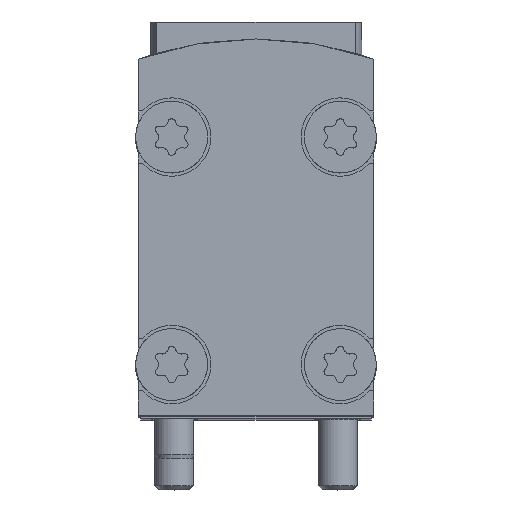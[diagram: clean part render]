
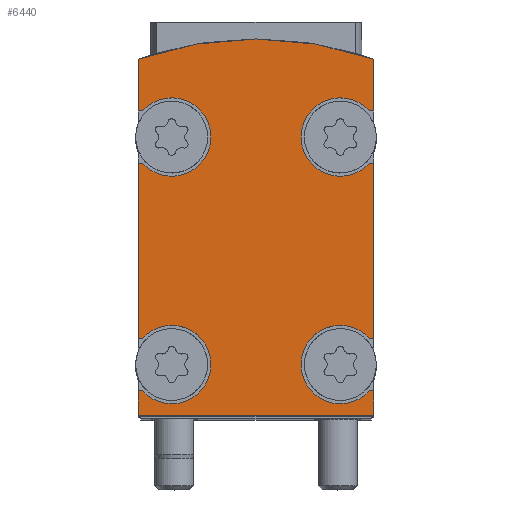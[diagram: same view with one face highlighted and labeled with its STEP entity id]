
A CAD part, top view. The second image highlights one B-rep face of the part: STEP entity #6440.
In plain terms, the highlighted planar face has unit normal (0, 0, 1).
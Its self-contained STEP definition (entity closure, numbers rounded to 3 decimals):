
#39=PLANE('',#6828);
#169=CIRCLE('',#6711,27.);
#276=CIRCLE('',#6829,3.);
#277=CIRCLE('',#6830,3.);
#278=CIRCLE('',#6831,3.);
#279=CIRCLE('',#6832,3.);
#621=ORIENTED_EDGE('',*,*,#1985,.F.);
#622=ORIENTED_EDGE('',*,*,#1986,.T.);
#623=ORIENTED_EDGE('',*,*,#1966,.T.);
#624=ORIENTED_EDGE('',*,*,#1987,.T.);
#625=ORIENTED_EDGE('',*,*,#1988,.F.);
#626=ORIENTED_EDGE('',*,*,#1989,.T.);
#627=ORIENTED_EDGE('',*,*,#1960,.T.);
#628=ORIENTED_EDGE('',*,*,#1990,.T.);
#629=ORIENTED_EDGE('',*,*,#1972,.T.);
#630=ORIENTED_EDGE('',*,*,#1991,.T.);
#631=ORIENTED_EDGE('',*,*,#1992,.F.);
#632=ORIENTED_EDGE('',*,*,#1993,.T.);
#633=ORIENTED_EDGE('',*,*,#1981,.T.);
#634=ORIENTED_EDGE('',*,*,#1994,.T.);
#635=ORIENTED_EDGE('',*,*,#1995,.F.);
#636=ORIENTED_EDGE('',*,*,#1996,.T.);
#637=ORIENTED_EDGE('',*,*,#1975,.T.);
#638=ORIENTED_EDGE('',*,*,#1842,.T.);
#639=ORIENTED_EDGE('',*,*,#1957,.T.);
#640=ORIENTED_EDGE('',*,*,#1997,.T.);
#1842=EDGE_CURVE('',#2522,#2525,#169,.T.);
#1957=EDGE_CURVE('',#2525,#2640,#2991,.T.);
#1960=EDGE_CURVE('',#2643,#2642,#2994,.T.);
#1966=EDGE_CURVE('',#2649,#2648,#3000,.T.);
#1972=EDGE_CURVE('',#2655,#2654,#3006,.T.);
#1975=EDGE_CURVE('',#2657,#2522,#3009,.T.);
#1981=EDGE_CURVE('',#2663,#2662,#3015,.T.);
#1985=EDGE_CURVE('',#2666,#2667,#276,.T.);
#1986=EDGE_CURVE('',#2666,#2649,#3019,.T.);
#1987=EDGE_CURVE('',#2648,#2668,#3020,.T.);
#1988=EDGE_CURVE('',#2669,#2668,#277,.T.);
#1989=EDGE_CURVE('',#2669,#2643,#3021,.T.);
#1990=EDGE_CURVE('',#2642,#2655,#3022,.T.);
#1991=EDGE_CURVE('',#2654,#2670,#3023,.T.);
#1992=EDGE_CURVE('',#2671,#2670,#278,.T.);
#1993=EDGE_CURVE('',#2671,#2663,#3024,.T.);
#1994=EDGE_CURVE('',#2662,#2672,#3025,.T.);
#1995=EDGE_CURVE('',#2673,#2672,#279,.T.);
#1996=EDGE_CURVE('',#2673,#2657,#3026,.T.);
#1997=EDGE_CURVE('',#2640,#2667,#3027,.T.);
#2522=VERTEX_POINT('',#8816);
#2525=VERTEX_POINT('',#8821);
#2640=VERTEX_POINT('',#9068);
#2642=VERTEX_POINT('',#9073);
#2643=VERTEX_POINT('',#9075);
#2648=VERTEX_POINT('',#9085);
#2649=VERTEX_POINT('',#9087);
#2654=VERTEX_POINT('',#9098);
#2655=VERTEX_POINT('',#9100);
#2657=VERTEX_POINT('',#9105);
#2662=VERTEX_POINT('',#9115);
#2663=VERTEX_POINT('',#9117);
#2666=VERTEX_POINT('',#9125);
#2667=VERTEX_POINT('',#9126);
#2668=VERTEX_POINT('',#9129);
#2669=VERTEX_POINT('',#9131);
#2670=VERTEX_POINT('',#9135);
#2671=VERTEX_POINT('',#9137);
#2672=VERTEX_POINT('',#9140);
#2673=VERTEX_POINT('',#9142);
#2991=LINE('',#9069,#3353);
#2994=LINE('',#9074,#3356);
#3000=LINE('',#9086,#3362);
#3006=LINE('',#9099,#3368);
#3009=LINE('',#9104,#3371);
#3015=LINE('',#9116,#3377);
#3019=LINE('',#9127,#3381);
#3020=LINE('',#9128,#3382);
#3021=LINE('',#9132,#3383);
#3022=LINE('',#9133,#3384);
#3023=LINE('',#9134,#3385);
#3024=LINE('',#9138,#3386);
#3025=LINE('',#9139,#3387);
#3026=LINE('',#9143,#3388);
#3027=LINE('',#9144,#3389);
#3353=VECTOR('',#7535,1000.);
#3356=VECTOR('',#7538,1000.);
#3362=VECTOR('',#7544,1000.);
#3368=VECTOR('',#7552,1000.);
#3371=VECTOR('',#7555,1000.);
#3377=VECTOR('',#7561,1000.);
#3381=VECTOR('',#7569,1000.);
#3382=VECTOR('',#7570,1000.);
#3383=VECTOR('',#7573,1000.);
#3384=VECTOR('',#7574,1000.);
#3385=VECTOR('',#7575,1000.);
#3386=VECTOR('',#7578,1000.);
#3387=VECTOR('',#7579,1000.);
#3388=VECTOR('',#7582,1000.);
#3389=VECTOR('',#7583,1000.);
#3727=EDGE_LOOP('',(#621,#622,#623,#624,#625,#626,#627,#628,#629,#630,#631,
#632,#633,#634,#635,#636,#637,#638,#639,#640));
#4053=FACE_BOUND('',#3727,.T.);
#6440=ADVANCED_FACE('',(#4053),#39,.T.);
#6711=AXIS2_PLACEMENT_3D('',#8822,#7297,#7298);
#6828=AXIS2_PLACEMENT_3D('',#9123,#7565,#7566);
#6829=AXIS2_PLACEMENT_3D('',#9124,#7567,#7568);
#6830=AXIS2_PLACEMENT_3D('',#9130,#7571,#7572);
#6831=AXIS2_PLACEMENT_3D('',#9136,#7576,#7577);
#6832=AXIS2_PLACEMENT_3D('',#9141,#7580,#7581);
#7297=DIRECTION('',(0.,0.,1.));
#7298=DIRECTION('',(1.,0.,0.));
#7535=DIRECTION('',(0.,-1.,0.));
#7538=DIRECTION('',(0.,-1.,0.));
#7544=DIRECTION('',(0.,-1.,0.));
#7552=DIRECTION('',(0.,1.,0.));
#7555=DIRECTION('',(0.,1.,0.));
#7561=DIRECTION('',(0.,1.,0.));
#7565=DIRECTION('',(0.,0.,1.));
#7566=DIRECTION('',(1.,0.,0.));
#7567=DIRECTION('',(0.,0.,1.));
#7568=DIRECTION('',(1.,0.,0.));
#7569=DIRECTION('',(-1.,0.,0.));
#7570=DIRECTION('',(1.,0.,0.));
#7571=DIRECTION('',(0.,0.,1.));
#7572=DIRECTION('',(1.,0.,0.));
#7573=DIRECTION('',(-1.,0.,0.));
#7574=DIRECTION('',(1.,0.,0.));
#7575=DIRECTION('',(-1.,0.,0.));
#7576=DIRECTION('',(0.,0.,1.));
#7577=DIRECTION('',(1.,0.,0.));
#7578=DIRECTION('',(1.,0.,0.));
#7579=DIRECTION('',(-1.,0.,0.));
#7580=DIRECTION('',(0.,0.,1.));
#7581=DIRECTION('',(1.,0.,0.));
#7582=DIRECTION('',(1.,0.,0.));
#7583=DIRECTION('',(1.,0.,0.));
#8816=CARTESIAN_POINT('',(9.,27.456,53.9));
#8821=CARTESIAN_POINT('',(-9.,27.456,53.9));
#8822=CARTESIAN_POINT('',(0.,2.,53.9));
#9068=CARTESIAN_POINT('',(-9.,23.5,53.9));
#9069=CARTESIAN_POINT('',(-9.,27.456,53.9));
#9073=CARTESIAN_POINT('',(-9.,0.2,53.9));
#9074=CARTESIAN_POINT('',(-9.,27.456,53.9));
#9075=CARTESIAN_POINT('',(-9.,2.1,53.9));
#9085=CARTESIAN_POINT('',(-9.,6.1,53.9));
#9086=CARTESIAN_POINT('',(-9.,27.456,53.9));
#9087=CARTESIAN_POINT('',(-9.,19.5,53.9));
#9098=CARTESIAN_POINT('',(9.,2.1,53.9));
#9099=CARTESIAN_POINT('',(9.,0.2,53.9));
#9100=CARTESIAN_POINT('',(9.,0.2,53.9));
#9104=CARTESIAN_POINT('',(9.,0.2,53.9));
#9105=CARTESIAN_POINT('',(9.,23.5,53.9));
#9115=CARTESIAN_POINT('',(9.,19.5,53.9));
#9116=CARTESIAN_POINT('',(9.,0.2,53.9));
#9117=CARTESIAN_POINT('',(9.,6.1,53.9));
#9123=CARTESIAN_POINT('',(0.,2.,53.9));
#9124=CARTESIAN_POINT('',(-6.45,21.5,53.9));
#9125=CARTESIAN_POINT('',(-8.686,19.5,53.9));
#9126=CARTESIAN_POINT('',(-8.686,23.5,53.9));
#9127=CARTESIAN_POINT('',(-8.686,19.5,53.9));
#9128=CARTESIAN_POINT('',(-9.,6.1,53.9));
#9129=CARTESIAN_POINT('',(-8.686,6.1,53.9));
#9130=CARTESIAN_POINT('',(-6.45,4.1,53.9));
#9131=CARTESIAN_POINT('',(-8.686,2.1,53.9));
#9132=CARTESIAN_POINT('',(-8.686,2.1,53.9));
#9133=CARTESIAN_POINT('',(-9.,0.2,53.9));
#9134=CARTESIAN_POINT('',(9.,2.1,53.9));
#9135=CARTESIAN_POINT('',(8.686,2.1,53.9));
#9136=CARTESIAN_POINT('',(6.45,4.1,53.9));
#9137=CARTESIAN_POINT('',(8.686,6.1,53.9));
#9138=CARTESIAN_POINT('',(8.686,6.1,53.9));
#9139=CARTESIAN_POINT('',(9.,19.5,53.9));
#9140=CARTESIAN_POINT('',(8.686,19.5,53.9));
#9141=CARTESIAN_POINT('',(6.45,21.5,53.9));
#9142=CARTESIAN_POINT('',(8.686,23.5,53.9));
#9143=CARTESIAN_POINT('',(8.686,23.5,53.9));
#9144=CARTESIAN_POINT('',(-9.,23.5,53.9));
